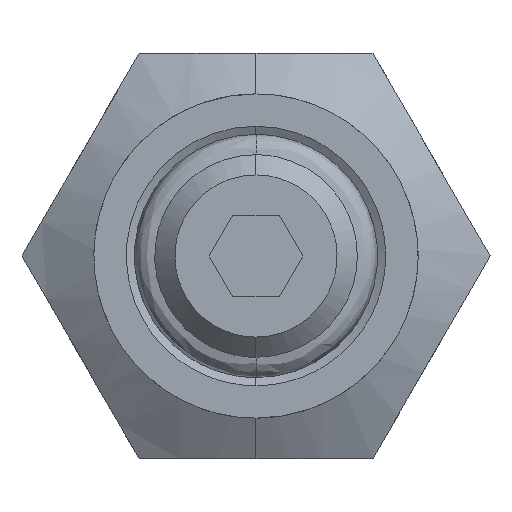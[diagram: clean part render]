
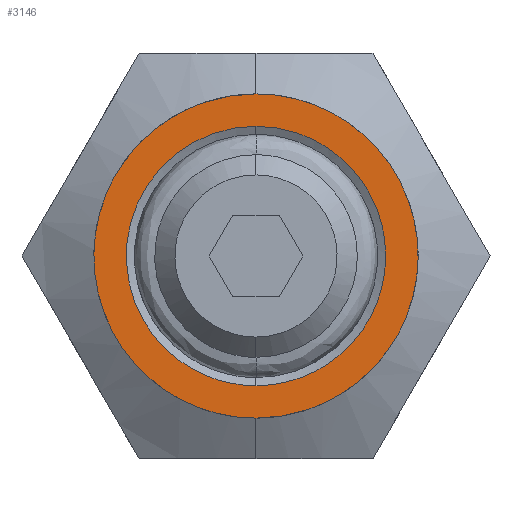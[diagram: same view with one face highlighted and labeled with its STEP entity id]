
A CAD part, front view. The second image highlights one B-rep face of the part: STEP entity #3146.
In plain terms, the highlighted free-form (B-spline) face has degree [1, 1] with [2, 2] control points.
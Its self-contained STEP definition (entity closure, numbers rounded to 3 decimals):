
#69 = EDGE_CURVE ( 'NONE', #350, #2884, #3034, .T. ) ;
#77 = CARTESIAN_POINT ( 'NONE',  ( 3.897, 4., -1.045 ) ) ;
#91 = CARTESIAN_POINT ( 'NONE',  ( 4., 4., -0.525 ) ) ;
#122 = CARTESIAN_POINT ( 'NONE',  ( 1.966, 4., 2.56 ) ) ;
#153 = EDGE_CURVE ( 'NONE', #3105, #2846, #3012, .T. ) ;
#272 = ORIENTED_EDGE ( 'NONE', *, *, #153, .T. ) ;
#302 = CARTESIAN_POINT ( 'NONE',  ( 0., 4., 3.2 ) ) ;
#304 = CARTESIAN_POINT ( 'NONE',  ( 0.525, 4., 4. ) ) ;
#319 = CARTESIAN_POINT ( 'NONE',  ( 1.613, 4., -2.796 ) ) ;
#331 = CARTESIAN_POINT ( 'NONE',  ( 0., 4., -4. ) ) ;
#342 = CARTESIAN_POINT ( 'NONE',  ( -0.525, 4., 4. ) ) ;
#350 = VERTEX_POINT ( 'NONE', #3203 ) ;
#366 = CARTESIAN_POINT ( 'NONE',  ( 3.117, 4., 0.836 ) ) ;
#390 = FACE_BOUND ( 'NONE', #1132, .T. ) ;
#504 = CARTESIAN_POINT ( 'NONE',  ( 0., 4., 4. ) ) ;
#525 = CARTESIAN_POINT ( 'NONE',  ( 0., 4., -3.2 ) ) ;
#536 = CARTESIAN_POINT ( 'NONE',  ( 0., 4., -3.2 ) ) ;
#558 = CARTESIAN_POINT ( 'NONE',  ( -3.494, 4., 2.016 ) ) ;
#583 = CARTESIAN_POINT ( 'NONE',  ( 2.796, 4., -1.613 ) ) ;
#585 = CARTESIAN_POINT ( 'NONE',  ( -3.897, 4., 1.045 ) ) ;
#596 = CARTESIAN_POINT ( 'NONE',  ( -3.494, 4., -2.016 ) ) ;
#621 = FACE_OUTER_BOUND ( 'NONE', #1370, .T. ) ;
#633 = CARTESIAN_POINT ( 'NONE',  ( 4.048, 4., -4.048 ) ) ;
#706 = EDGE_CURVE ( 'NONE', #3105, #2846, #1151, .T. ) ;
#797 = CARTESIAN_POINT ( 'NONE',  ( 0., 4., 3.2 ) ) ;
#800 = CARTESIAN_POINT ( 'NONE',  ( 3.2, 4., -2.457 ) ) ;
#817 = CARTESIAN_POINT ( 'NONE',  ( 2.016, 4., 3.494 ) ) ;
#851 = ORIENTED_EDGE ( 'NONE', *, *, #1820, .T. ) ;
#1060 = CARTESIAN_POINT ( 'NONE',  ( -2.457, 4., -3.2 ) ) ;
#1073 = CARTESIAN_POINT ( 'NONE',  ( 2.016, 4., -3.494 ) ) ;
#1083 = CARTESIAN_POINT ( 'NONE',  ( -6.4, 4., -3.2 ) ) ;
#1084 = CARTESIAN_POINT ( 'NONE',  ( -2.457, 4., 3.2 ) ) ;
#1097 = CARTESIAN_POINT ( 'NONE',  ( 0.836, 4., -3.117 ) ) ;
#1112 = CARTESIAN_POINT ( 'NONE',  ( 0.42, 4., 3.2 ) ) ;
#1122 = CARTESIAN_POINT ( 'NONE',  ( 1.613, 4., 2.796 ) ) ;
#1132 = EDGE_LOOP ( 'NONE', ( #272, #3125 ) ) ;
#1151 =( BOUNDED_CURVE ( )  B_SPLINE_CURVE ( 3, ( #302, #2802, #1083, #536 ),
 .UNSPECIFIED., .F., .F. ) 
 B_SPLINE_CURVE_WITH_KNOTS ( ( 4, 4 ),
 ( -3.142, 0. ),
 .UNSPECIFIED. ) 
 CURVE ( )  GEOMETRIC_REPRESENTATION_ITEM ( )  RATIONAL_B_SPLINE_CURVE ( ( 1., 0.333, 0.333, 1. ) ) 
 REPRESENTATION_ITEM ( '' )  );
#1330 = B_SPLINE_CURVE_WITH_KNOTS ( 'NONE', 3,
 ( #504, #342, #1814, #1352, #1084, #2327, #558, #585, #2077, #2337, #3081, #596, #1829, #1060, #2569, #1583, #2092, #1840 ),
 .UNSPECIFIED., .F., .F.,
 ( 4, 2, 2, 2, 2, 2, 2, 2, 4 ),
 ( 0., 0.393, 0.785, 1.178, 1.571, 1.963, 2.356, 2.749, 3.142 ),
 .UNSPECIFIED. ) ;
#1352 = CARTESIAN_POINT ( 'NONE',  ( -2.016, 4., 3.494 ) ) ;
#1370 = EDGE_LOOP ( 'NONE', ( #3061, #851 ) ) ;
#1379 = CARTESIAN_POINT ( 'NONE',  ( 2.796, 4., 1.613 ) ) ;
#1539 = CARTESIAN_POINT ( 'NONE',  ( 2.457, 4., 3.2 ) ) ;
#1575 = CARTESIAN_POINT ( 'NONE',  ( 2.457, 4., -3.2 ) ) ;
#1583 = CARTESIAN_POINT ( 'NONE',  ( -1.045, 4., -3.897 ) ) ;
#1607 = CARTESIAN_POINT ( 'NONE',  ( 0.836, 4., 3.117 ) ) ;
#1623 = CARTESIAN_POINT ( 'NONE',  ( -4.048, 4., 4.048 ) ) ;
#1668 = B_SPLINE_SURFACE_WITH_KNOTS ( 'NONE', 1, 1, ( 
 ( #1623, #2647 ),
 ( #2122, #633 ) ),
 .UNSPECIFIED., .F., .F., .F.,
 ( 2, 2 ),
 ( 2, 2 ),
 ( 0., 1. ),
 ( 0., 1. ),
 .UNSPECIFIED. ) ;
#1778 = CARTESIAN_POINT ( 'NONE',  ( 0., 4., 4. ) ) ;
#1807 = CARTESIAN_POINT ( 'NONE',  ( 1.045, 4., 3.897 ) ) ;
#1814 = CARTESIAN_POINT ( 'NONE',  ( -1.045, 4., 3.897 ) ) ;
#1820 = EDGE_CURVE ( 'NONE', #2884, #350, #1330, .T. ) ;
#1829 = CARTESIAN_POINT ( 'NONE',  ( -3.2, 4., -2.457 ) ) ;
#1830 = CARTESIAN_POINT ( 'NONE',  ( 3.2, 4., 2.457 ) ) ;
#1840 = CARTESIAN_POINT ( 'NONE',  ( 0., 4., -4. ) ) ;
#1849 = CARTESIAN_POINT ( 'NONE',  ( 3.117, 4., -0.836 ) ) ;
#1859 = CARTESIAN_POINT ( 'NONE',  ( 2.56, 4., 1.966 ) ) ;
#2030 = CARTESIAN_POINT ( 'NONE',  ( 4., 4., 0.525 ) ) ;
#2051 = CARTESIAN_POINT ( 'NONE',  ( 3.494, 4., 2.016 ) ) ;
#2077 = CARTESIAN_POINT ( 'NONE',  ( -4., 4., 0.525 ) ) ;
#2090 = CARTESIAN_POINT ( 'NONE',  ( 1.966, 4., -2.56 ) ) ;
#2092 = CARTESIAN_POINT ( 'NONE',  ( -0.525, 4., -4. ) ) ;
#2103 = CARTESIAN_POINT ( 'NONE',  ( 3.2, 4., -0.42 ) ) ;
#2109 = CARTESIAN_POINT ( 'NONE',  ( 3.2, 4., 0.42 ) ) ;
#2122 = CARTESIAN_POINT ( 'NONE',  ( -4.048, 4., -4.048 ) ) ;
#2300 = CARTESIAN_POINT ( 'NONE',  ( 1.045, 4., -3.897 ) ) ;
#2327 = CARTESIAN_POINT ( 'NONE',  ( -3.2, 4., 2.457 ) ) ;
#2328 = CARTESIAN_POINT ( 'NONE',  ( 3.494, 4., -2.016 ) ) ;
#2337 = CARTESIAN_POINT ( 'NONE',  ( -4., 4., -0.525 ) ) ;
#2339 = CARTESIAN_POINT ( 'NONE',  ( 0., 4., 4. ) ) ;
#2345 = CARTESIAN_POINT ( 'NONE',  ( 0.42, 4., -3.2 ) ) ;
#2544 = CARTESIAN_POINT ( 'NONE',  ( 3.897, 4., 1.045 ) ) ;
#2569 = CARTESIAN_POINT ( 'NONE',  ( -2.016, 4., -3.494 ) ) ;
#2602 = CARTESIAN_POINT ( 'NONE',  ( 0., 4., 3.2 ) ) ;
#2647 = CARTESIAN_POINT ( 'NONE',  ( 4.048, 4., 4.048 ) ) ;
#2802 = CARTESIAN_POINT ( 'NONE',  ( -6.4, 4., 3.2 ) ) ;
#2825 = CARTESIAN_POINT ( 'NONE',  ( 0.525, 4., -4. ) ) ;
#2846 = VERTEX_POINT ( 'NONE', #525 ) ;
#2884 = VERTEX_POINT ( 'NONE', #1778 ) ;
#3012 = B_SPLINE_CURVE_WITH_KNOTS ( 'NONE', 3,
 ( #2602, #1112, #1607, #1122, #122, #1859, #1379, #366, #2109, #2103, #1849, #583, #3046, #2090, #319, #1097, #2345, #3069 ),
 .UNSPECIFIED., .F., .F.,
 ( 4, 2, 2, 2, 2, 2, 2, 2, 4 ),
 ( 0., 0.393, 0.785, 1.178, 1.571, 1.963, 2.356, 2.749, 3.142 ),
 .UNSPECIFIED. ) ;
#3034 = B_SPLINE_CURVE_WITH_KNOTS ( 'NONE', 3,
 ( #331, #2825, #2300, #1073, #1575, #800, #2328, #77, #91, #2030, #2544, #2051, #1830, #1539, #817, #1807, #304, #2339 ),
 .UNSPECIFIED., .F., .F.,
 ( 4, 2, 2, 2, 2, 2, 2, 2, 4 ),
 ( 0., 0.393, 0.785, 1.178, 1.571, 1.963, 2.356, 2.749, 3.142 ),
 .UNSPECIFIED. ) ;
#3046 = CARTESIAN_POINT ( 'NONE',  ( 2.56, 4., -1.966 ) ) ;
#3061 = ORIENTED_EDGE ( 'NONE', *, *, #69, .T. ) ;
#3069 = CARTESIAN_POINT ( 'NONE',  ( 0., 4., -3.2 ) ) ;
#3081 = CARTESIAN_POINT ( 'NONE',  ( -3.897, 4., -1.045 ) ) ;
#3105 = VERTEX_POINT ( 'NONE', #797 ) ;
#3125 = ORIENTED_EDGE ( 'NONE', *, *, #706, .F. ) ;
#3146 = ADVANCED_FACE ( 'NONE', ( #390, #621 ), #1668, .T. ) ;
#3203 = CARTESIAN_POINT ( 'NONE',  ( 0., 4., -4. ) ) ;
